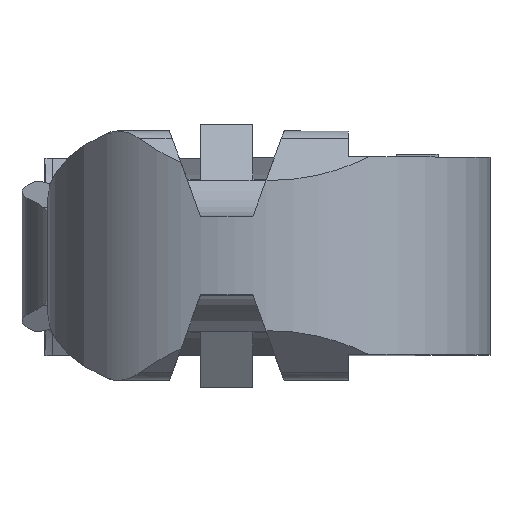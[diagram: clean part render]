
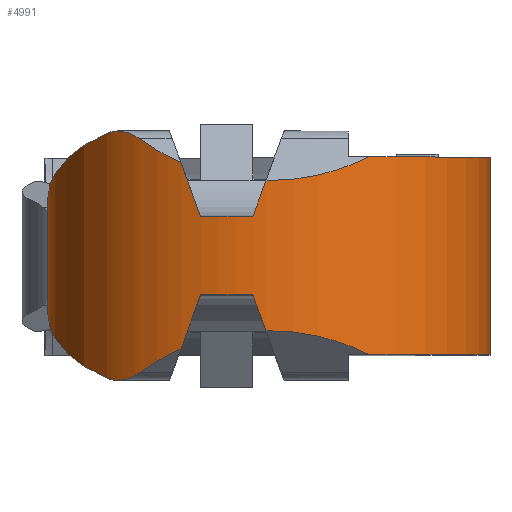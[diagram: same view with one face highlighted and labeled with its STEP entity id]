
A CAD part, top view. The second image highlights one B-rep face of the part: STEP entity #4991.
In plain terms, the highlighted cylindrical face has radius 42.525 mm (diameter 85.05 mm), a partial arc.
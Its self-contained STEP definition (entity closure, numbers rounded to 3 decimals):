
#68=DIRECTION('',(0.,-1.,0.));
#69=VECTOR('',#68,38.);
#70=CARTESIAN_POINT('',(50.65,19.,114.775));
#71=LINE('',#70,#69);
#72=CARTESIAN_POINT('',(7.547,-14.444,157.296));
#73=CARTESIAN_POINT('',(11.191,-14.395,157.346));
#74=CARTESIAN_POINT('',(18.075,-15.216,156.525));
#75=CARTESIAN_POINT('',(24.317,-17.503,154.237));
#76=CARTESIAN_POINT('',(27.283,-19.,152.74));
#78=CARTESIAN_POINT('',(-16.834,-22.536,149.205));
#79=CARTESIAN_POINT('',(-14.422,-20.786,150.954));
#80=CARTESIAN_POINT('',(-11.773,-19.246,152.494));
#81=CARTESIAN_POINT('',(-8.829,-17.966,153.774));
#83=CARTESIAN_POINT('',(-16.834,-22.536,149.205));
#84=CARTESIAN_POINT('',(-17.093,-22.723,149.017));
#85=CARTESIAN_POINT('',(-17.618,-23.054,148.628));
#86=CARTESIAN_POINT('',(-18.422,-23.442,148.002));
#87=CARTESIAN_POINT('',(-19.225,-23.729,147.344));
#88=CARTESIAN_POINT('',(-20.023,-23.919,146.657));
#89=CARTESIAN_POINT('',(-20.81,-24.01,145.944));
#90=CARTESIAN_POINT('',(-21.579,-23.998,145.212));
#91=CARTESIAN_POINT('',(-22.327,-23.873,144.463));
#92=CARTESIAN_POINT('',(-22.802,-23.708,143.965));
#93=CARTESIAN_POINT('',(-23.033,-23.603,143.715));
#95=DIRECTION('',(0.,1.,0.));
#96=VECTOR('',#95,22.636);
#97=CARTESIAN_POINT('',(-34.4,-11.318,114.775));
#98=LINE('',#97,#96);
#99=CARTESIAN_POINT('',(-16.834,22.536,149.205));
#100=CARTESIAN_POINT('',(-17.093,22.723,149.017));
#101=CARTESIAN_POINT('',(-17.618,23.054,148.628));
#102=CARTESIAN_POINT('',(-18.422,23.442,148.002));
#103=CARTESIAN_POINT('',(-19.225,23.729,147.344));
#104=CARTESIAN_POINT('',(-20.023,23.919,146.657));
#105=CARTESIAN_POINT('',(-20.81,24.01,145.944));
#106=CARTESIAN_POINT('',(-21.579,23.998,145.212));
#107=CARTESIAN_POINT('',(-22.327,23.873,144.463));
#108=CARTESIAN_POINT('',(-22.802,23.708,143.965));
#109=CARTESIAN_POINT('',(-23.033,23.603,143.715));
#111=CARTESIAN_POINT('',(-16.834,22.536,149.205));
#112=CARTESIAN_POINT('',(-14.422,20.786,150.954));
#113=CARTESIAN_POINT('',(-11.773,19.246,152.494));
#114=CARTESIAN_POINT('',(-8.829,17.966,153.774));
#116=CARTESIAN_POINT('',(7.547,14.444,157.296));
#117=CARTESIAN_POINT('',(11.191,14.395,157.346));
#118=CARTESIAN_POINT('',(18.075,15.216,156.525));
#119=CARTESIAN_POINT('',(24.317,17.503,154.237));
#120=CARTESIAN_POINT('',(27.283,19.,152.74));
#301=CARTESIAN_POINT('',(8.125,19.,114.775));
#302=DIRECTION('',(0.,-1.,0.));
#303=DIRECTION('',(1.,0.,0.));
#304=AXIS2_PLACEMENT_3D('',#301,#302,#303);
#1380=CARTESIAN_POINT('',(8.125,-19.,114.775));
#1381=DIRECTION('',(0.,-1.,0.));
#1382=DIRECTION('',(1.,0.,0.));
#1383=AXIS2_PLACEMENT_3D('',#1380,#1381,#1382);
#1591=CARTESIAN_POINT('',(-23.033,23.603,143.715));
#1592=CARTESIAN_POINT('',(-24.963,22.721,141.638));
#1593=CARTESIAN_POINT('',(-28.243,20.873,137.285));
#1594=CARTESIAN_POINT('',(-31.729,17.895,130.269));
#1595=CARTESIAN_POINT('',(-33.879,14.724,122.799));
#1596=CARTESIAN_POINT('',(-34.4,12.478,117.509));
#1597=CARTESIAN_POINT('',(-34.4,11.318,114.775));
#1705=CARTESIAN_POINT('',(-8.829,17.966,153.774));
#1706=CARTESIAN_POINT('',(-7.571,14.508,154.321));
#1707=CARTESIAN_POINT('',(-6.309,11.041,154.798));
#1708=CARTESIAN_POINT('',(-5.044,7.566,155.21));
#1734=CARTESIAN_POINT('',(7.547,14.444,157.296));
#1735=CARTESIAN_POINT('',(6.713,12.151,157.285));
#1736=CARTESIAN_POINT('',(5.878,9.858,157.249));
#1737=CARTESIAN_POINT('',(5.044,7.566,157.188));
#1739=CARTESIAN_POINT('',(8.125,7.566,114.775));
#1740=DIRECTION('',(0.,-1.,0.));
#1741=DIRECTION('',(-0.072,0.,0.997));
#1742=AXIS2_PLACEMENT_3D('',#1739,#1740,#1741);
#2037=CARTESIAN_POINT('',(-23.033,-23.603,
143.715));
#2038=CARTESIAN_POINT('',(-24.963,-22.721,
141.638));
#2039=CARTESIAN_POINT('',(-28.243,-20.873,
137.285));
#2040=CARTESIAN_POINT('',(-31.729,-17.895,
130.269));
#2041=CARTESIAN_POINT('',(-33.879,-14.724,
122.799));
#2042=CARTESIAN_POINT('',(-34.4,-12.478,117.509));
#2043=CARTESIAN_POINT('',(-34.4,-11.318,114.775));
#2104=CARTESIAN_POINT('',(-8.829,-17.966,
153.774));
#2105=CARTESIAN_POINT('',(-7.571,-14.508,
154.321));
#2106=CARTESIAN_POINT('',(-6.309,-11.041,
154.798));
#2107=CARTESIAN_POINT('',(-5.044,-7.566,155.21));
#2152=CARTESIAN_POINT('',(7.547,-14.444,157.296));
#2153=CARTESIAN_POINT('',(6.713,-12.151,157.285));
#2154=CARTESIAN_POINT('',(5.878,-9.858,157.249));
#2155=CARTESIAN_POINT('',(5.044,-7.566,157.188));
#2216=CARTESIAN_POINT('',(8.125,-7.566,114.775));
#2217=DIRECTION('',(0.,-1.,0.));
#2218=DIRECTION('',(-0.072,0.,0.997));
#2219=AXIS2_PLACEMENT_3D('',#2216,#2217,#2218);
#3859=CARTESIAN_POINT('',(50.65,19.,114.775));
#3860=VERTEX_POINT('',#3859);
#3862=CARTESIAN_POINT('',(27.283,19.,152.74));
#3864=VERTEX_POINT('',#3862);
#3869=VERTEX_POINT('',#99);
#3870=VERTEX_POINT('',#109);
#3871=VERTEX_POINT('',#1597);
#3904=CARTESIAN_POINT('',(5.044,7.566,157.188));
#3905=CARTESIAN_POINT('',(-5.044,7.566,155.21));
#3906=VERTEX_POINT('',#3904);
#3907=VERTEX_POINT('',#3905);
#3908=VERTEX_POINT('',#1705);
#3909=VERTEX_POINT('',#1734);
#3972=CARTESIAN_POINT('',(50.65,-19.,114.775));
#3973=VERTEX_POINT('',#3972);
#3975=CARTESIAN_POINT('',(27.283,-19.,152.74));
#3977=VERTEX_POINT('',#3975);
#3982=VERTEX_POINT('',#83);
#3983=VERTEX_POINT('',#93);
#3984=VERTEX_POINT('',#2043);
#4017=CARTESIAN_POINT('',(5.044,-7.566,157.188));
#4018=CARTESIAN_POINT('',(-5.044,-7.566,155.21));
#4019=VERTEX_POINT('',#4017);
#4020=VERTEX_POINT('',#4018);
#4021=VERTEX_POINT('',#2104);
#4022=VERTEX_POINT('',#2152);
#4949=CARTESIAN_POINT('',(8.125,0.,114.775));
#4950=DIRECTION('',(0.,-1.,0.));
#4951=DIRECTION('',(-1.,0.,0.));
#4952=AXIS2_PLACEMENT_3D('',#4949,#4950,#4951);
#4953=CYLINDRICAL_SURFACE('',#4952,42.525);
#4955=ORIENTED_EDGE('',*,*,#4954,.T.);
#4957=ORIENTED_EDGE('',*,*,#4956,.T.);
#4959=ORIENTED_EDGE('',*,*,#4958,.F.);
#4961=ORIENTED_EDGE('',*,*,#4960,.T.);
#4963=ORIENTED_EDGE('',*,*,#4962,.T.);
#4965=ORIENTED_EDGE('',*,*,#4964,.F.);
#4967=ORIENTED_EDGE('',*,*,#4966,.F.);
#4969=ORIENTED_EDGE('',*,*,#4968,.T.);
#4971=ORIENTED_EDGE('',*,*,#4970,.T.);
#4972=ORIENTED_EDGE('',*,*,#4935,.T.);
#4974=ORIENTED_EDGE('',*,*,#4973,.F.);
#4976=ORIENTED_EDGE('',*,*,#4975,.F.);
#4978=ORIENTED_EDGE('',*,*,#4977,.T.);
#4980=ORIENTED_EDGE('',*,*,#4979,.T.);
#4982=ORIENTED_EDGE('',*,*,#4981,.F.);
#4984=ORIENTED_EDGE('',*,*,#4983,.F.);
#4986=ORIENTED_EDGE('',*,*,#4985,.T.);
#4988=ORIENTED_EDGE('',*,*,#4987,.F.);
#4989=EDGE_LOOP('',(#4955,#4957,#4959,#4961,#4963,#4965,#4967,#4969,#4971,#4972,
#4974,#4976,#4978,#4980,#4982,#4984,#4986,#4988));
#4990=FACE_OUTER_BOUND('',#4989,.F.);
#4991=ADVANCED_FACE('',(#4990),#4953,.T.);
#77=B_SPLINE_CURVE_WITH_KNOTS('',3,(#72,#73,#74,#75,#76),.UNSPECIFIED.,.F.,.F.,(
4,1,4),(0.,0.5,1.),.UNSPECIFIED.);
#82=B_SPLINE_CURVE_WITH_KNOTS('',3,(#78,#79,#80,#81),.UNSPECIFIED.,.F.,.F.,(4,
4),(0.,1.),.UNSPECIFIED.);
#94=B_SPLINE_CURVE_WITH_KNOTS('',3,(#83,#84,#85,#86,#87,#88,#89,#90,#91,#92,
#93),.UNSPECIFIED.,.F.,.F.,(4,1,1,1,1,1,1,1,4),(0.,0.125,0.25,0.375,
0.5,0.625,0.75,0.875,1.),.UNSPECIFIED.);
#110=B_SPLINE_CURVE_WITH_KNOTS('',3,(#99,#100,#101,#102,#103,#104,#105,#106,
#107,#108,#109),.UNSPECIFIED.,.F.,.F.,(4,1,1,1,1,1,1,1,4),(0.,0.125,0.25,
0.375,0.5,0.625,0.75,0.875,1.),.UNSPECIFIED.);
#115=B_SPLINE_CURVE_WITH_KNOTS('',3,(#111,#112,#113,#114),.UNSPECIFIED.,.F.,.F.,
(4,4),(0.,1.),.UNSPECIFIED.);
#121=B_SPLINE_CURVE_WITH_KNOTS('',3,(#116,#117,#118,#119,#120),.UNSPECIFIED.,
.F.,.F.,(4,1,4),(0.,0.5,1.),.UNSPECIFIED.);
#305=CIRCLE('',#304,42.525);
#1384=CIRCLE('',#1383,42.525);
#1598=B_SPLINE_CURVE_WITH_KNOTS('',3,(#1591,#1592,#1593,#1594,#1595,#1596,
#1597),.UNSPECIFIED.,.F.,.F.,(4,1,1,1,4),(0.,0.25,0.5,0.75,1.),
.UNSPECIFIED.);
#1709=B_SPLINE_CURVE_WITH_KNOTS('',3,(#1705,#1706,#1707,#1708),.UNSPECIFIED.,
.F.,.F.,(4,4),(0.,1.),.UNSPECIFIED.);
#1738=B_SPLINE_CURVE_WITH_KNOTS('',3,(#1734,#1735,#1736,#1737),.UNSPECIFIED.,
.F.,.F.,(4,4),(0.,1.),.UNSPECIFIED.);
#1743=CIRCLE('',#1742,42.525);
#2044=B_SPLINE_CURVE_WITH_KNOTS('',3,(#2037,#2038,#2039,#2040,#2041,#2042,
#2043),.UNSPECIFIED.,.F.,.F.,(4,1,1,1,4),(0.,0.25,0.5,0.75,1.),
.UNSPECIFIED.);
#2108=B_SPLINE_CURVE_WITH_KNOTS('',3,(#2104,#2105,#2106,#2107),.UNSPECIFIED.,
.F.,.F.,(4,4),(0.,1.),.UNSPECIFIED.);
#2156=B_SPLINE_CURVE_WITH_KNOTS('',3,(#2152,#2153,#2154,#2155),.UNSPECIFIED.,
.F.,.F.,(4,4),(0.,1.),.UNSPECIFIED.);
#2220=CIRCLE('',#2219,42.525);
#4935=EDGE_CURVE('',#3984,#3871,#98,.T.);
#4954=EDGE_CURVE('',#3860,#3973,#71,.T.);
#4956=EDGE_CURVE('',#3973,#3977,#1384,.T.);
#4958=EDGE_CURVE('',#4022,#3977,#77,.T.);
#4960=EDGE_CURVE('',#4022,#4019,#2156,.T.);
#4962=EDGE_CURVE('',#4019,#4020,#2220,.T.);
#4964=EDGE_CURVE('',#4021,#4020,#2108,.T.);
#4966=EDGE_CURVE('',#3982,#4021,#82,.T.);
#4968=EDGE_CURVE('',#3982,#3983,#94,.T.);
#4970=EDGE_CURVE('',#3983,#3984,#2044,.T.);
#4973=EDGE_CURVE('',#3870,#3871,#1598,.T.);
#4975=EDGE_CURVE('',#3869,#3870,#110,.T.);
#4977=EDGE_CURVE('',#3869,#3908,#115,.T.);
#4979=EDGE_CURVE('',#3908,#3907,#1709,.T.);
#4981=EDGE_CURVE('',#3906,#3907,#1743,.T.);
#4983=EDGE_CURVE('',#3909,#3906,#1738,.T.);
#4985=EDGE_CURVE('',#3909,#3864,#121,.T.);
#4987=EDGE_CURVE('',#3860,#3864,#305,.T.);
